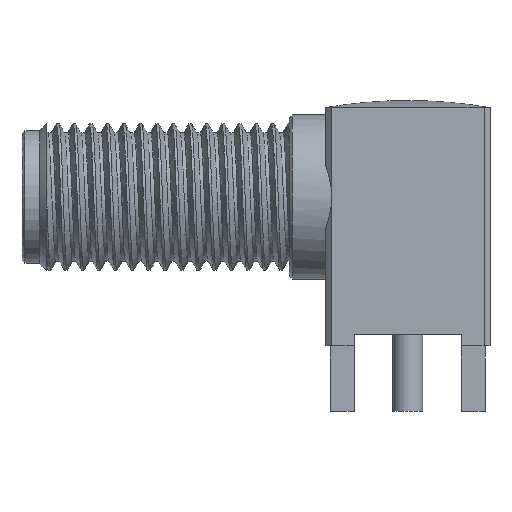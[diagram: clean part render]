
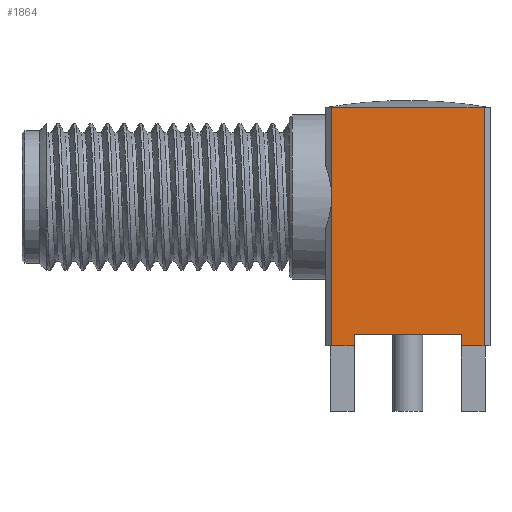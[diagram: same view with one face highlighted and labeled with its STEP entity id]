
A CAD part, front view. The second image highlights one B-rep face of the part: STEP entity #1864.
In plain terms, the highlighted planar face has unit normal (0, -1, 0).
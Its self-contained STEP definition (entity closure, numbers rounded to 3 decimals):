
#54=PLANE('',#1993);
#152=FACE_OUTER_BOUND('',#255,.T.);
#255=EDGE_LOOP('',(#1506,#1507,#1508,#1509,#1510,#1511,#1512,#1513,#1514));
#470=LINE('',#5677,#622);
#472=LINE('',#5691,#624);
#473=LINE('',#5693,#625);
#474=LINE('',#5695,#626);
#475=LINE('',#5697,#627);
#476=LINE('',#5699,#628);
#477=LINE('',#5701,#629);
#478=LINE('',#5703,#630);
#479=LINE('',#5704,#631);
#622=VECTOR('',#2228,10.);
#624=VECTOR('',#2244,10.);
#625=VECTOR('',#2245,10.);
#626=VECTOR('',#2246,10.);
#627=VECTOR('',#2247,10.);
#628=VECTOR('',#2248,10.);
#629=VECTOR('',#2249,10.);
#630=VECTOR('',#2250,10.);
#631=VECTOR('',#2251,10.);
#832=VERTEX_POINT('',#5674);
#833=VERTEX_POINT('',#5676);
#838=VERTEX_POINT('',#5690);
#839=VERTEX_POINT('',#5692);
#840=VERTEX_POINT('',#5694);
#841=VERTEX_POINT('',#5696);
#842=VERTEX_POINT('',#5698);
#843=VERTEX_POINT('',#5700);
#844=VERTEX_POINT('',#5702);
#1070=EDGE_CURVE('',#833,#832,#470,.T.);
#1077=EDGE_CURVE('',#838,#832,#472,.T.);
#1078=EDGE_CURVE('',#839,#838,#473,.T.);
#1079=EDGE_CURVE('',#839,#840,#474,.T.);
#1080=EDGE_CURVE('',#840,#841,#475,.T.);
#1081=EDGE_CURVE('',#841,#842,#476,.T.);
#1082=EDGE_CURVE('',#842,#843,#477,.T.);
#1083=EDGE_CURVE('',#843,#844,#478,.T.);
#1084=EDGE_CURVE('',#833,#844,#479,.T.);
#1506=ORIENTED_EDGE('',*,*,#1070,.T.);
#1507=ORIENTED_EDGE('',*,*,#1077,.F.);
#1508=ORIENTED_EDGE('',*,*,#1078,.F.);
#1509=ORIENTED_EDGE('',*,*,#1079,.T.);
#1510=ORIENTED_EDGE('',*,*,#1080,.T.);
#1511=ORIENTED_EDGE('',*,*,#1081,.T.);
#1512=ORIENTED_EDGE('',*,*,#1082,.T.);
#1513=ORIENTED_EDGE('',*,*,#1083,.T.);
#1514=ORIENTED_EDGE('',*,*,#1084,.F.);
#1864=ADVANCED_FACE('',(#152),#54,.T.);
#1993=AXIS2_PLACEMENT_3D('',#5689,#2242,#2243);
#2228=DIRECTION('',(-1.,0.,0.));
#2242=DIRECTION('center_axis',(0.,-1.,0.));
#2243=DIRECTION('ref_axis',(1.,0.,0.));
#2244=DIRECTION('',(0.,0.,1.));
#2245=DIRECTION('',(0.,0.,1.));
#2246=DIRECTION('',(1.,0.,0.));
#2247=DIRECTION('',(0.,0.,1.));
#2248=DIRECTION('',(1.,0.,0.));
#2249=DIRECTION('',(0.,0.,-1.));
#2250=DIRECTION('',(1.,0.,0.));
#2251=DIRECTION('',(0.,0.,-1.));
#5674=CARTESIAN_POINT('',(-3.251,-3.505,10.169));
#5676=CARTESIAN_POINT('',(3.251,-3.505,10.169));
#5677=CARTESIAN_POINT('',(-3.505,-3.505,10.169));
#5689=CARTESIAN_POINT('Origin',(-3.505,-3.505,0.));
#5690=CARTESIAN_POINT('',(-3.251,-3.505,6.35));
#5691=CARTESIAN_POINT('',(-3.251,-3.505,0.));
#5692=CARTESIAN_POINT('',(-3.251,-3.505,0.));
#5693=CARTESIAN_POINT('',(-3.251,-3.505,0.));
#5694=CARTESIAN_POINT('',(-2.286,-3.505,0.));
#5695=CARTESIAN_POINT('',(-3.505,-3.505,0.));
#5696=CARTESIAN_POINT('',(-2.286,-3.505,0.508));
#5697=CARTESIAN_POINT('',(-2.286,-3.505,0.));
#5698=CARTESIAN_POINT('',(2.286,-3.505,0.508));
#5699=CARTESIAN_POINT('',(-1.753,-3.505,0.508));
#5700=CARTESIAN_POINT('',(2.286,-3.505,0.));
#5701=CARTESIAN_POINT('',(2.286,-3.505,0.));
#5702=CARTESIAN_POINT('',(3.251,-3.505,0.));
#5703=CARTESIAN_POINT('',(-3.505,-3.505,0.));
#5704=CARTESIAN_POINT('',(3.251,-3.505,0.));
